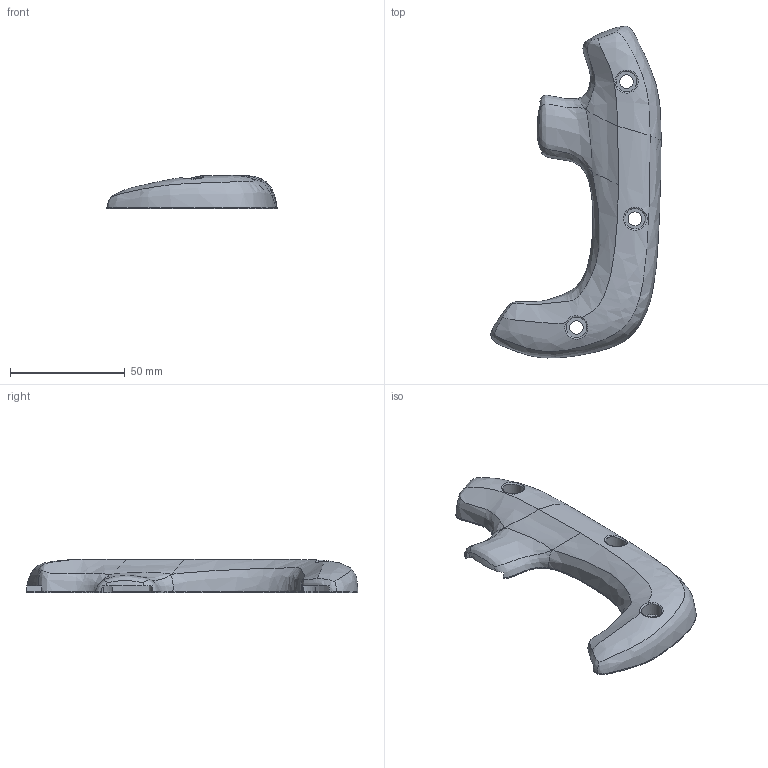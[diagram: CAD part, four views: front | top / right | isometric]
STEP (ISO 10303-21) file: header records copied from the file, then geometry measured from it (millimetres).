
FILE_DESCRIPTION(/* description */ (''),/* implementation_level */ '2;1');
FILE_NAME(/* name */ 'Right Grip front.step',/* time_stamp */ '2020-07-19T21:46:34-05:00',/* author */ (''),/* organization */ (''),/* preprocessor_version */ 'ST-DEVELOPER v18.1',/* originating_system */ 'Autodesk Translation Framework v9.3.0.1241',/* authorisation */ '');
FILE_SCHEMA (('AUTOMOTIVE_DESIGN { 1 0 10303 214 3 1 1 }'));
Length unit declared in the file: millimetre
Products named in the file (1): Right Grip front
Bounding box: 74.13 x 144.58 x 14.49 mm (x, y, z)
Volume: 46914.5 mm3; surface area: 15749.7 mm2
Topology: 1 solids, 1 shells, 49 faces, 137 edges, 92 vertices
Faces by surface type: bspline 33, plane 10, cylinder 6
Full cylindrical faces by diameter (mm): 6 x3, 9 x3
Entity records: 6993 total; most frequent: CARTESIAN_POINT 5970, ORIENTED_EDGE 274, EDGE_CURVE 137, B_SPLINE_CURVE_WITH_KNOTS 99, VERTEX_POINT 92, DIRECTION 81, EDGE_LOOP 57, FACE_OUTER_BOUND 49
